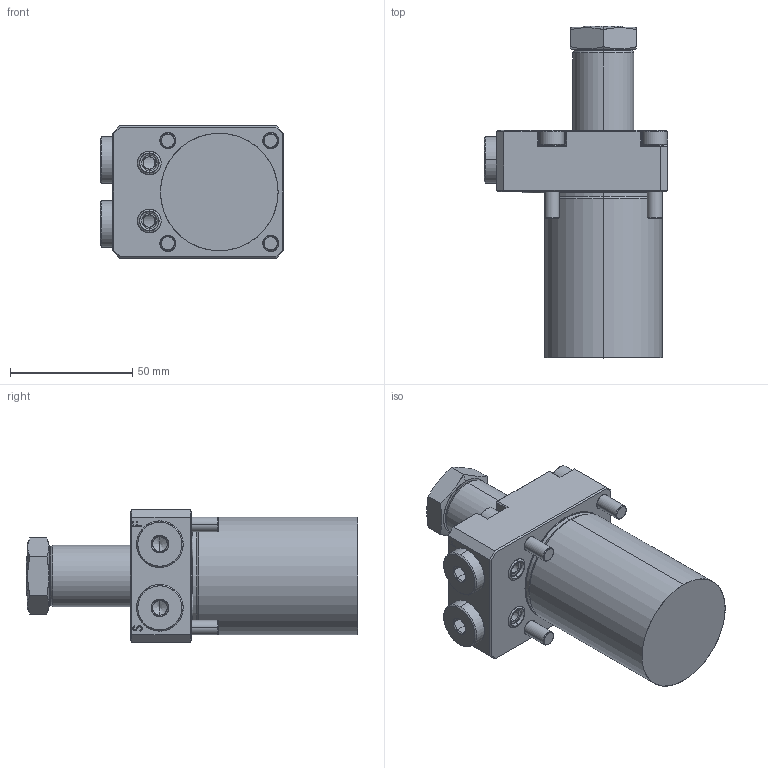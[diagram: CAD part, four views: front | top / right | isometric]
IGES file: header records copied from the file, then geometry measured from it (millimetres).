
Start section: SolidWorks IGES file using analytic representation for surfaces
Global section: file name: MVI-FS322523-90D.igs; native system: SolidWorks 2020; preprocessor: SolidWorks 2020; author: Movai; date: 231102.155716; units: millimetre
Bounding box: 75 x 135.55 x 54 mm (x, y, z)
Surface area: 43751 mm2 (no closed solid volume)
Topology: 0 solids, 0 shells, 436 faces, 6003 edges, 5995 vertices
Faces by surface type: bspline 269, revolution 167
